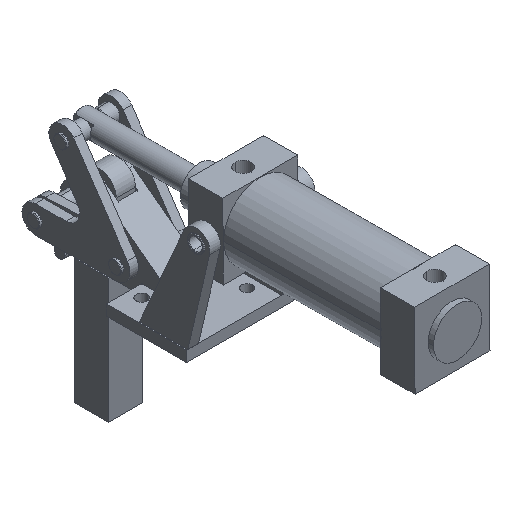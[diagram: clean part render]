
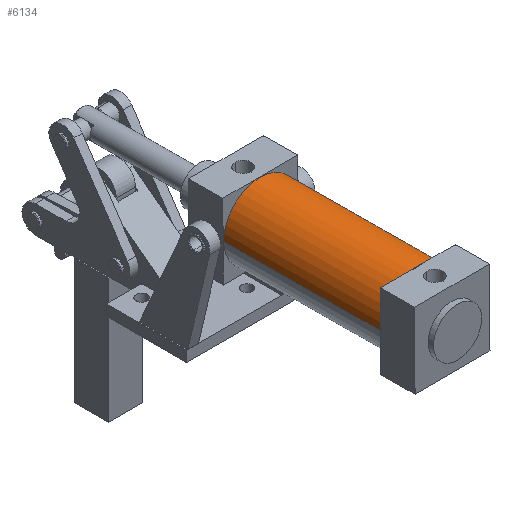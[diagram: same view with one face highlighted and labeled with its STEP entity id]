
A CAD part, isometric view. The second image highlights one B-rep face of the part: STEP entity #6134.
In plain terms, the highlighted cylindrical face has radius 34.5 mm (diameter 69 mm), a partial arc.
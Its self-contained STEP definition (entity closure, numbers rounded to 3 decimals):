
#485 = VERTEX_POINT ( 'NONE', #15961 ) ;
#895 = DIRECTION ( 'NONE',  ( 0., 0., -1. ) ) ;
#1189 = EDGE_CURVE ( 'NONE', #485, #4707, #22948, .T. ) ;
#2410 = CARTESIAN_POINT ( 'NONE',  ( 17.027, -19.517, 179. ) ) ;
#3603 = DIRECTION ( 'NONE',  ( -1., 0., 0. ) ) ;
#4687 = ORIENTED_EDGE ( 'NONE', *, *, #1189, .F. ) ;
#4707 = VERTEX_POINT ( 'NONE', #2410 ) ;
#4770 = VERTEX_POINT ( 'NONE', #15216 ) ;
#5159 = VECTOR ( 'NONE', #8587, 1000. ) ;
#5184 = AXIS2_PLACEMENT_3D ( 'NONE', #16324, #19859, #3603 ) ;
#5296 = CARTESIAN_POINT ( 'NONE',  ( -17.473, -19.517, 32. ) ) ;
#5316 = CARTESIAN_POINT ( 'NONE',  ( 17.027, -19.517, 32. ) ) ;
#5719 = VERTEX_POINT ( 'NONE', #5316 ) ;
#6134 = ADVANCED_FACE ( 'NONE', ( #12631 ), #16321, .T. ) ;
#6214 = AXIS2_PLACEMENT_3D ( 'NONE', #20764, #21002, #10174 ) ;
#6771 = CARTESIAN_POINT ( 'NONE',  ( -51.973, -19.517, 179. ) ) ;
#7123 = DIRECTION ( 'NONE',  ( 1., 0., 0. ) ) ;
#7739 = EDGE_CURVE ( 'NONE', #485, #4770, #10577, .T. ) ;
#8565 = EDGE_CURVE ( 'NONE', #4770, #5719, #21786, .T. ) ;
#8587 = DIRECTION ( 'NONE',  ( 0., 0., -1. ) ) ;
#9316 = LINE ( 'NONE', #20862, #23196 ) ;
#10174 = DIRECTION ( 'NONE',  ( 1., 0., 0. ) ) ;
#10577 = LINE ( 'NONE', #6771, #5159 ) ;
#12631 = FACE_OUTER_BOUND ( 'NONE', #16268, .T. ) ;
#12700 = ORIENTED_EDGE ( 'NONE', *, *, #7739, .T. ) ;
#14207 = AXIS2_PLACEMENT_3D ( 'NONE', #5296, #17975, #7123 ) ;
#15216 = CARTESIAN_POINT ( 'NONE',  ( -51.973, -19.517, 32. ) ) ;
#15961 = CARTESIAN_POINT ( 'NONE',  ( -51.973, -19.517, 179. ) ) ;
#16268 = EDGE_LOOP ( 'NONE', ( #22239, #4687, #12700, #19771 ) ) ;
#16321 = CYLINDRICAL_SURFACE ( 'NONE', #5184, 34.5 ) ;
#16324 = CARTESIAN_POINT ( 'NONE',  ( -17.473, -19.517, 179. ) ) ;
#17975 = DIRECTION ( 'NONE',  ( 0., 0., 1. ) ) ;
#19771 = ORIENTED_EDGE ( 'NONE', *, *, #8565, .T. ) ;
#19859 = DIRECTION ( 'NONE',  ( 0., 0., -1. ) ) ;
#20578 = EDGE_CURVE ( 'NONE', #4707, #5719, #9316, .T. ) ;
#20764 = CARTESIAN_POINT ( 'NONE',  ( -17.473, -19.517, 179. ) ) ;
#20862 = CARTESIAN_POINT ( 'NONE',  ( 17.027, -19.517, 179. ) ) ;
#21002 = DIRECTION ( 'NONE',  ( 0., 0., 1. ) ) ;
#21786 = CIRCLE ( 'NONE', #14207, 34.5 ) ;
#22239 = ORIENTED_EDGE ( 'NONE', *, *, #20578, .F. ) ;
#22948 = CIRCLE ( 'NONE', #6214, 34.5 ) ;
#23196 = VECTOR ( 'NONE', #895, 1000. ) ;
